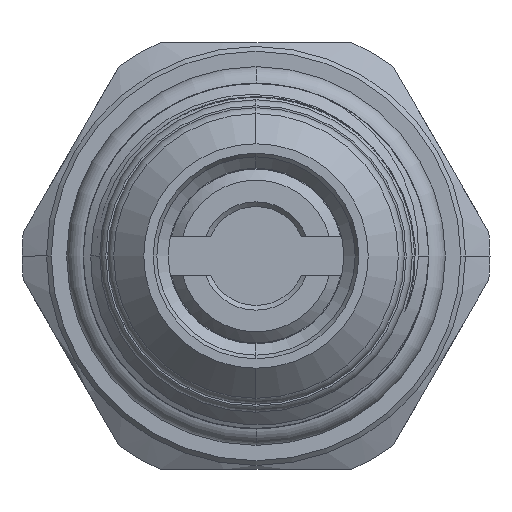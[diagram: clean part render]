
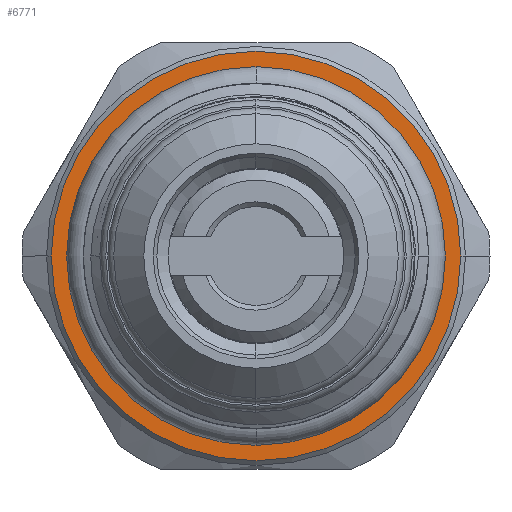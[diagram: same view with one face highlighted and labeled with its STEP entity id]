
A CAD part, left-side view. The second image highlights one B-rep face of the part: STEP entity #6771.
In plain terms, the highlighted planar face has unit normal (-1, 0, 0).
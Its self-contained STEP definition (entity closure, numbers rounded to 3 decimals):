
#206 = EDGE_LOOP ( 'NONE', ( #34837, #4186 ) ) ;
#944 = CIRCLE ( 'NONE', #21504, 12.95 ) ;
#2355 = DIRECTION ( 'NONE',  ( 0., -1., 0. ) ) ;
#3381 = DIRECTION ( 'NONE',  ( -1., 0., 0. ) ) ;
#3398 = ORIENTED_EDGE ( 'NONE', *, *, #35641, .T. ) ;
#4186 = ORIENTED_EDGE ( 'NONE', *, *, #18313, .T. ) ;
#5032 = CARTESIAN_POINT ( 'NONE',  ( 11., 9.96, 0. ) ) ;
#6771 = ADVANCED_FACE ( 'NONE', ( #6916, #22411 ), #31541, .F. ) ;
#6916 = FACE_OUTER_BOUND ( 'NONE', #20284, .T. ) ;
#7640 = CARTESIAN_POINT ( 'NONE',  ( 11., -12.95, 0. ) ) ;
#8095 = CARTESIAN_POINT ( 'NONE',  ( 11., 0., 0. ) ) ;
#8900 = AXIS2_PLACEMENT_3D ( 'NONE', #33852, #36532, #19191 ) ;
#10125 = DIRECTION ( 'NONE',  ( 1., 0., 0. ) ) ;
#11028 = DIRECTION ( 'NONE',  ( 0., -1., 0. ) ) ;
#15446 = EDGE_CURVE ( 'NONE', #29590, #17081, #26501, .T. ) ;
#15993 = DIRECTION ( 'NONE',  ( 0., -1., 0. ) ) ;
#16761 = CARTESIAN_POINT ( 'NONE',  ( 11., 0., -9.46 ) ) ;
#17081 = VERTEX_POINT ( 'NONE', #7640 ) ;
#17336 = AXIS2_PLACEMENT_3D ( 'NONE', #16761, #34491, #11028 ) ;
#17919 = CARTESIAN_POINT ( 'NONE',  ( 11., 0., 0. ) ) ;
#18133 = AXIS2_PLACEMENT_3D ( 'NONE', #31561, #10125, #15993 ) ;
#18313 = EDGE_CURVE ( 'NONE', #35655, #21250, #29597, .T. ) ;
#18861 = AXIS2_PLACEMENT_3D ( 'NONE', #17919, #3381, #35515 ) ;
#19191 = DIRECTION ( 'NONE',  ( 0., -1., 0. ) ) ;
#20284 = EDGE_LOOP ( 'NONE', ( #3398, #23585 ) ) ;
#21250 = VERTEX_POINT ( 'NONE', #30177 ) ;
#21504 = AXIS2_PLACEMENT_3D ( 'NONE', #8095, #31422, #2355 ) ;
#22411 = FACE_BOUND ( 'NONE', #206, .T. ) ;
#23585 = ORIENTED_EDGE ( 'NONE', *, *, #15446, .T. ) ;
#23898 = EDGE_CURVE ( 'NONE', #21250, #35655, #31977, .T. ) ;
#26501 = CIRCLE ( 'NONE', #18861, 12.95 ) ;
#29590 = VERTEX_POINT ( 'NONE', #33150 ) ;
#29597 = CIRCLE ( 'NONE', #8900, 9.96 ) ;
#30177 = CARTESIAN_POINT ( 'NONE',  ( 11., -9.96, 0. ) ) ;
#31422 = DIRECTION ( 'NONE',  ( -1., 0., 0. ) ) ;
#31541 = PLANE ( 'NONE',  #17336 ) ;
#31561 = CARTESIAN_POINT ( 'NONE',  ( 11., 0., 0. ) ) ;
#31977 = CIRCLE ( 'NONE', #18133, 9.96 ) ;
#33150 = CARTESIAN_POINT ( 'NONE',  ( 11., 12.95, 0. ) ) ;
#33852 = CARTESIAN_POINT ( 'NONE',  ( 11., 0., 0. ) ) ;
#34491 = DIRECTION ( 'NONE',  ( 1., 0., 0. ) ) ;
#34837 = ORIENTED_EDGE ( 'NONE', *, *, #23898, .T. ) ;
#35515 = DIRECTION ( 'NONE',  ( 0., -1., 0. ) ) ;
#35641 = EDGE_CURVE ( 'NONE', #17081, #29590, #944, .T. ) ;
#35655 = VERTEX_POINT ( 'NONE', #5032 ) ;
#36532 = DIRECTION ( 'NONE',  ( 1., 0., 0. ) ) ;
